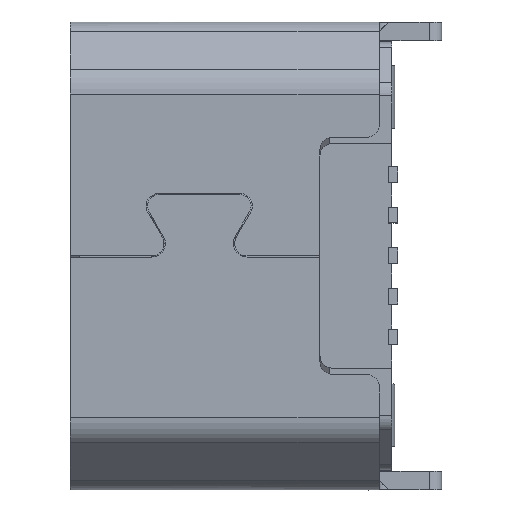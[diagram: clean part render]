
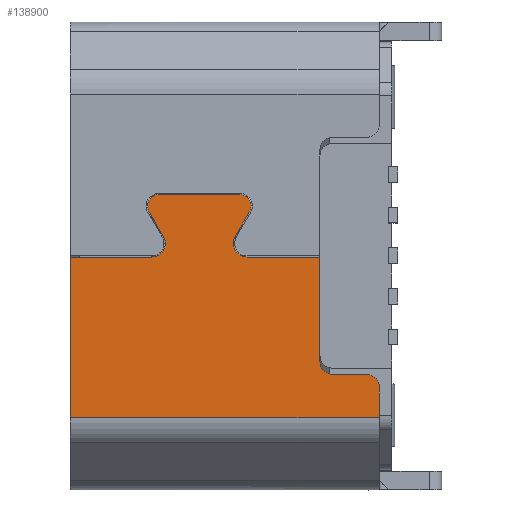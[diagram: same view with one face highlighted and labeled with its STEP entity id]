
A CAD part, top view. The second image highlights one B-rep face of the part: STEP entity #138900.
In plain terms, the highlighted planar face has unit normal (0, 0, 1).
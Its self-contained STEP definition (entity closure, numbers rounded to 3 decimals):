
#13030=CARTESIAN_POINT('',(3.6,-1.6,1.24));
#13040=VERTEX_POINT('',#13030);
#13310=CARTESIAN_POINT('',(3.6,-1.7,1.24));
#13320=VERTEX_POINT('',#13310);
#13350=CARTESIAN_POINT('',(3.6,0.,1.24));
#13360=DIRECTION('',(0.,-1.,0.));
#13370=VECTOR('',#13360,1.);
#13380=LINE('',#13350,#13370);
#13390=EDGE_CURVE('',#13040,#13320,#13380,.T.);
#17820=CARTESIAN_POINT('',(3.6,0.,1.24));
#17830=DIRECTION('',(-0.,1.,-0.));
#17840=VECTOR('',#17830,1.);
#17850=LINE('',#17820,#17840);
#17860=CARTESIAN_POINT('',(3.6,-0.02,1.24));
#17870=VERTEX_POINT('',#17860);
#17880=EDGE_CURVE('',#13040,#17870,#17850,.T.);
#38130=CARTESIAN_POINT('',(-0.4,-0.02,1.24));
#38140=VERTEX_POINT('',#38130);
#38170=CARTESIAN_POINT('',(-0.4,0.,1.24));
#38180=DIRECTION('',(-0.,1.,-0.));
#38190=VECTOR('',#38180,1.);
#38200=LINE('',#38170,#38190);
#38210=CARTESIAN_POINT('',(-0.4,-2.594,1.24));
#38220=VERTEX_POINT('',#38210);
#38230=EDGE_CURVE('',#38220,#38140,#38200,.T.);
#133850=CARTESIAN_POINT('',(4.55,-2.594,1.24));
#133860=VERTEX_POINT('',#133850);
#133890=CARTESIAN_POINT('',(4.55,0.,1.24));
#133900=DIRECTION('',(0.,-1.,0.));
#133910=VECTOR('',#133900,1.);
#133920=LINE('',#133890,#133910);
#133930=CARTESIAN_POINT('',(4.55,-2.1,1.24));
#133940=VERTEX_POINT('',#133930);
#133950=EDGE_CURVE('',#133940,#133860,#133920,.T.);
#137480=CARTESIAN_POINT('',(4.35,-2.1,1.24));
#137490=DIRECTION('',(-0.,-0.,-1.));
#137500=DIRECTION('',(1.,0.,0.));
#137510=AXIS2_PLACEMENT_3D('',#137480,#137490,#137500);
#137520=CIRCLE('',#137510,0.2);
#137530=CARTESIAN_POINT('',(4.35,-1.9,1.24));
#137540=VERTEX_POINT('',#137530);
#137550=EDGE_CURVE('',#137540,#133940,#137520,.T.);
#137670=CARTESIAN_POINT('',(4.649,-2.665,1.24));
#137680=DIRECTION('',(0.,0.,1.));
#137690=DIRECTION('',(1.,0.,-0.));
#137700=AXIS2_PLACEMENT_3D('',#137670,#137680,#137690);
#137710=PLANE('',#137700);
#137720=ORIENTED_EDGE('',*,*,#17880,.T.);
#137730=ORIENTED_EDGE('',*,*,#13390,.F.);
#137740=CARTESIAN_POINT('',(3.8,-1.7,1.24));
#137750=DIRECTION('',(-0.,-0.,1.));
#137760=DIRECTION('',(-1.,0.,-0.));
#137770=AXIS2_PLACEMENT_3D('',#137740,#137750,#137760);
#137780=CIRCLE('',#137770,0.2);
#137790=CARTESIAN_POINT('',(3.8,-1.9,1.24));
#137800=VERTEX_POINT('',#137790);
#137810=EDGE_CURVE('',#13320,#137800,#137780,.T.);
#137820=ORIENTED_EDGE('',*,*,#137810,.F.);
#137830=CARTESIAN_POINT('',(0.,-1.9,1.24));
#137840=DIRECTION('',(1.,-0.,-0.));
#137850=VECTOR('',#137840,1.);
#137860=LINE('',#137830,#137850);
#137870=EDGE_CURVE('',#137800,#137540,#137860,.T.);
#137880=ORIENTED_EDGE('',*,*,#137870,.F.);
#137890=ORIENTED_EDGE('',*,*,#137550,.F.);
#137900=ORIENTED_EDGE('',*,*,#133950,.F.);
#137910=CARTESIAN_POINT('',(-0.4,-2.594,1.24));
#137920=DIRECTION('',(1.,0.,0.));
#137930=VECTOR('',#137920,1.);
#137940=LINE('',#137910,#137930);
#137950=EDGE_CURVE('',#38220,#133860,#137940,.T.);
#137960=ORIENTED_EDGE('',*,*,#137950,.T.);
#137970=ORIENTED_EDGE('',*,*,#38230,.F.);
#137980=CARTESIAN_POINT('',(0.,-0.02,1.24));
#137990=DIRECTION('',(-1.,0.,0.));
#138000=VECTOR('',#137990,1.);
#138010=LINE('',#137980,#138000);
#138020=CARTESIAN_POINT('',(0.9,-0.02,1.24));
#138030=VERTEX_POINT('',#138020);
#138040=EDGE_CURVE('',#138030,#38140,#138010,.T.);
#138050=ORIENTED_EDGE('',*,*,#138040,.T.);
#138060=CARTESIAN_POINT('',(0.9,0.2,1.24));
#138070=DIRECTION('',(0.,0.,1.));
#138080=DIRECTION('',(1.,0.,0.));
#138090=AXIS2_PLACEMENT_3D('',#138060,#138070,#138080);
#138100=CIRCLE('',#138090,0.22);
#138110=CARTESIAN_POINT('',(1.12,0.2,1.24));
#138120=VERTEX_POINT('',#138110);
#138130=EDGE_CURVE('',#138030,#138120,#138100,.T.);
#138140=ORIENTED_EDGE('',*,*,#138130,.F.);
#138150=CARTESIAN_POINT('',(1.091,0.31,1.24));
#138160=VERTEX_POINT('',#138150);
#138170=EDGE_CURVE('',#138120,#138160,#138100,.T.);
#138180=ORIENTED_EDGE('',*,*,#138170,.F.);
#138190=CARTESIAN_POINT('',(1.27,0.,1.24));
#138200=DIRECTION('',(-0.5,0.866,0.));
#138210=VECTOR('',#138200,1.);
#138220=LINE('',#138190,#138210);
#138230=CARTESIAN_POINT('',(0.86,0.71,1.24));
#138240=VERTEX_POINT('',#138230);
#138250=EDGE_CURVE('',#138160,#138240,#138220,.T.);
#138260=ORIENTED_EDGE('',*,*,#138250,.F.);
#138270=CARTESIAN_POINT('',(1.015,0.8,1.24));
#138280=DIRECTION('',(-0.,-0.,-1.));
#138290=DIRECTION('',(1.,0.,0.));
#138300=AXIS2_PLACEMENT_3D('',#138270,#138280,#138290);
#138310=CIRCLE('',#138300,0.18);
#138320=CARTESIAN_POINT('',(0.835,0.8,1.24));
#138330=VERTEX_POINT('',#138320);
#138340=EDGE_CURVE('',#138240,#138330,#138310,.T.);
#138350=ORIENTED_EDGE('',*,*,#138340,.F.);
#138360=CARTESIAN_POINT('',(1.015,0.98,1.24));
#138370=VERTEX_POINT('',#138360);
#138380=EDGE_CURVE('',#138330,#138370,#138310,.T.);
#138390=ORIENTED_EDGE('',*,*,#138380,.F.);
#138400=CARTESIAN_POINT('',(0.,0.98,1.24));
#138410=DIRECTION('',(-1.,0.,0.));
#138420=VECTOR('',#138410,1.);
#138430=LINE('',#138400,#138420);
#138440=CARTESIAN_POINT('',(2.315,0.98,1.24));
#138450=VERTEX_POINT('',#138440);
#138460=EDGE_CURVE('',#138450,#138370,#138430,.T.);
#138470=ORIENTED_EDGE('',*,*,#138460,.T.);
#138480=CARTESIAN_POINT('',(2.315,0.8,1.24));
#138490=DIRECTION('',(-0.,-0.,-1.));
#138500=DIRECTION('',(1.,0.,0.));
#138510=AXIS2_PLACEMENT_3D('',#138480,#138490,#138500);
#138520=CIRCLE('',#138510,0.18);
#138530=CARTESIAN_POINT('',(2.495,0.8,1.24));
#138540=VERTEX_POINT('',#138530);
#138550=EDGE_CURVE('',#138450,#138540,#138520,.T.);
#138560=ORIENTED_EDGE('',*,*,#138550,.F.);
#138570=CARTESIAN_POINT('',(2.471,0.71,1.24));
#138580=VERTEX_POINT('',#138570);
#138590=EDGE_CURVE('',#138540,#138580,#138520,.T.);
#138600=ORIENTED_EDGE('',*,*,#138590,.F.);
#138610=CARTESIAN_POINT('',(2.061,0.,1.24));
#138620=DIRECTION('',(-0.5,-0.866,-0.));
#138630=VECTOR('',#138620,1.);
#138640=LINE('',#138610,#138630);
#138650=CARTESIAN_POINT('',(2.24,0.31,1.24));
#138660=VERTEX_POINT('',#138650);
#138670=EDGE_CURVE('',#138580,#138660,#138640,.T.);
#138680=ORIENTED_EDGE('',*,*,#138670,.F.);
#138690=CARTESIAN_POINT('',(2.431,0.2,1.24));
#138700=DIRECTION('',(0.,0.,1.));
#138710=DIRECTION('',(1.,0.,0.));
#138720=AXIS2_PLACEMENT_3D('',#138690,#138700,#138710);
#138730=CIRCLE('',#138720,0.22);
#138740=CARTESIAN_POINT('',(2.211,0.2,1.24));
#138750=VERTEX_POINT('',#138740);
#138760=EDGE_CURVE('',#138660,#138750,#138730,.T.);
#138770=ORIENTED_EDGE('',*,*,#138760,.F.);
#138780=CARTESIAN_POINT('',(2.431,-0.02,1.24));
#138790=VERTEX_POINT('',#138780);
#138800=EDGE_CURVE('',#138750,#138790,#138730,.T.);
#138810=ORIENTED_EDGE('',*,*,#138800,.F.);
#138820=CARTESIAN_POINT('',(0.,-0.02,1.24));
#138830=DIRECTION('',(1.,-0.,-0.));
#138840=VECTOR('',#138830,1.);
#138850=LINE('',#138820,#138840);
#138860=EDGE_CURVE('',#138790,#17870,#138850,.T.);
#138870=ORIENTED_EDGE('',*,*,#138860,.F.);
#138880=EDGE_LOOP('',(#138870,#138810,#138770,#138680,#138600,#138560,
#138470,#138390,#138350,#138260,#138180,#138140,#138050,#137970,#137960,
#137900,#137890,#137880,#137820,#137730,#137720));
#138890=FACE_OUTER_BOUND('',#138880,.T.);
#138900=ADVANCED_FACE('',(#138890),#137710,.T.);
